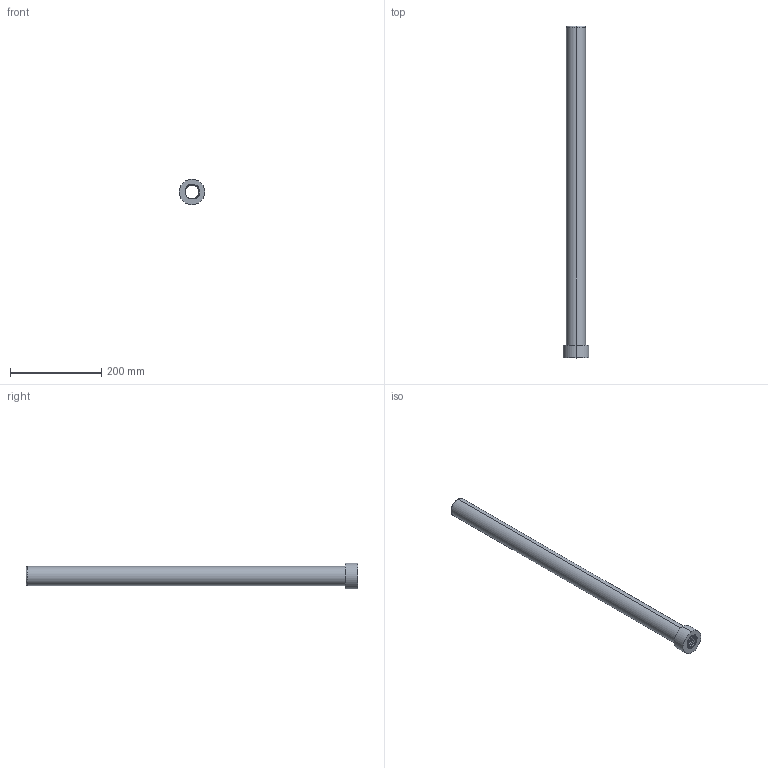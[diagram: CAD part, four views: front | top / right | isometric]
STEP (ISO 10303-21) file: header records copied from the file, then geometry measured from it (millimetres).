
FILE_DESCRIPTION (( 'STEP AP203' ), '1' );
FILE_NAME ('0.7m_Slide_Default_sldprt.STEP', '2024-10-14T13:32:08', ( '' ), ( '' ), 'SwSTEP 2.0', 'SolidWorks 2024', '' );
FILE_SCHEMA (( 'CONFIG_CONTROL_DESIGN' ));
Length unit declared in the file: millimetre
Products named in the file (1): 0.7m_Slide_Default_sldprt
Bounding box: 56 x 728 x 56 mm (x, y, z)
Volume: 474915 mm3; surface area: 200441.2 mm2
Topology: 1 solids, 1 shells, 223 faces, 656 edges, 436 vertices
Faces by surface type: cylinder 214, plane 4, bspline 3, torus 2
Entity records: 22759 total; most frequent: CARTESIAN_POINT 17994, ORIENTED_EDGE 1312, DIRECTION 693, EDGE_CURVE 656, VERTEX_POINT 436, AXIS2_PLACEMENT_3D 238, EDGE_LOOP 226, ADVANCED_FACE 223
